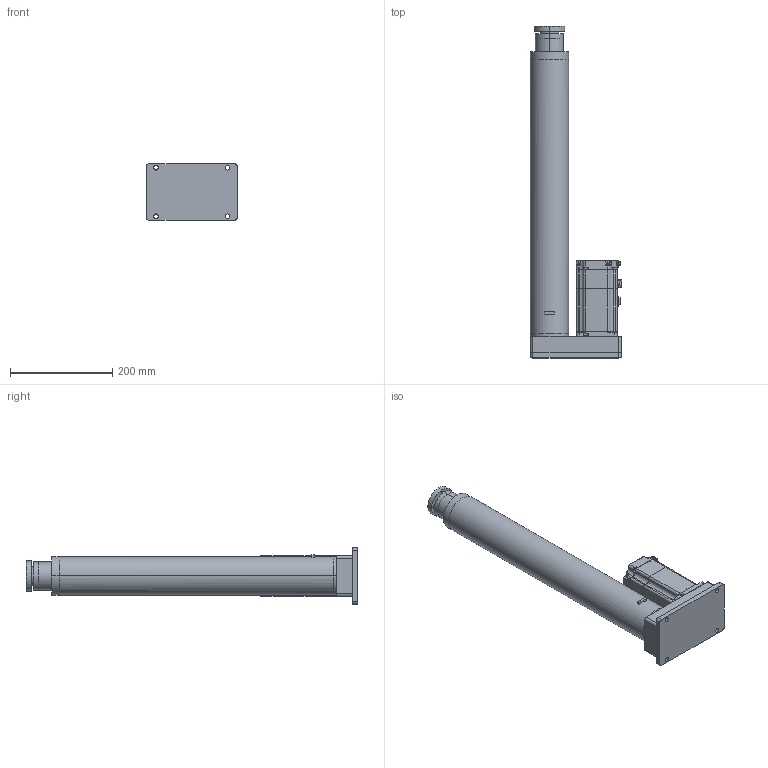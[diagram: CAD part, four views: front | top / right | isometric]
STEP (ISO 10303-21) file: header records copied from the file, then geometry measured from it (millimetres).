
FILE_DESCRIPTION (( 'STEP AP203' ), '1' );
FILE_NAME ('241008-MC-75缸多节缸折叠900行程装配体.STEP', '2024-10-08T02:12:01', ( '微软用户' ), ( '微软中国' ), 'SwSTEP 2.0', 'SolidWorks 2022', '' );
FILE_SCHEMA (( 'CONFIG_CONTROL_DESIGN' ));
Length unit declared in the file: millimetre
Products named in the file (23): 复件 240306-PEH-75多节缸轴承座^241008-MC-75缸多节缸折叠900行程装配体; 复件 240306-PEH-75多节缸第三节缸筒^241008-MC-75缸多节缸折叠900行程装配体; 40#______________1.STEP; ______ ____   C 6x6x25 __M3__________0619.STEP; 80#__________0619.STEP; 复件 240306-PEH-75多节缸第二节缸筒^241008-MC-75缸多节缸折叠900行程装配体; ______ ISO 4762 M3 x 12 --- 12N0619.STEP; 80#________0619.STEP; ____ D00B999YF5-TC 20-30-5-10619.STEP; V7E-M08A-R7530-□2L; 60-80____________-sc-mc6p-ac-goubanchazuo0619.STEP; 241008-MC-75缸多节缸折叠900行程装配体; ______ ISO 4762 M4 x12--202012210619.STEP; SC40______________sc-mc7p-a6-zhichuxianchazuo0619.STEP; 80#________________0619.STEP; 复件 240306-PEH-75多节缸箱体盖板^241008-MC-75缸多节缸折叠900行程装配体; ______ M4X16.STEP; 750w______-____0619.STEP; 80#________-______.STEP; 复件 240306-PEH-75多节缸第一节缸筒^241008-MC-75缸多节缸折叠900行程装配体; V7E-M08A-R7530-□2L.STEP; E08B103AF1.STEP; 80#____  42 1_D08B104B3.STEP
Assembly tree (31 placements, depth 4):
  241008-MC-75缸多节缸折叠900行程装配体
    复件 240306-PEH-75多节缸箱体盖板^241008-MC-75缸多节缸折叠900行程装配体
    复件 240306-PEH-75多节缸轴承座^241008-MC-75缸多节缸折叠900行程装配体
    复件 240306-PEH-75多节缸第二节缸筒^241008-MC-75缸多节缸折叠900行程装配体
    复件 240306-PEH-75多节缸第三节缸筒^241008-MC-75缸多节缸折叠900行程装配体
    复件 240306-PEH-75多节缸第一节缸筒^241008-MC-75缸多节缸折叠900行程装配体
    V7E-M08A-R7530-□2L
      V7E-M08A-R7530-□2L.STEP
        80#________-______.STEP
        750w______-____0619.STEP
        80#________0619.STEP
        E08B103AF1.STEP
        60-80____________-sc-mc6p-ac-goubanchazuo0619.STEP
        ____ D00B999YF5-TC 20-30-5-10619.STEP
        ______ ____   C 6x6x25 __M3__________0619.STEP
        40#______________1.STEP
        80#________________0619.STEP
        80#__________0619.STEP
        SC40______________sc-mc7p-a6-zhichuxianchazuo0619.STEP
        ______ ISO 4762 M4 x12--202012210619.STEP  x4
        80#____  42 1_D08B104B3.STEP
        ______ ISO 4762 M3 x 12 --- 12N0619.STEP  x4
        ______ M4X16.STEP  x4
Bounding box: 179 x 650 x 110 mm (x, y, z)
Volume: 1718841.8 mm3; surface area: 821352.6 mm2
Topology: 40 solids, 40 shells, 4470 faces, 11079 edges, 6683 vertices
Faces by surface type: plane 1972, cylinder 1554, bspline 510, cone 222, torus 143, sphere 69
Entity records: 160345 total; most frequent: CARTESIAN_POINT 59677, ORIENTED_EDGE 20778, DIRECTION 19968, EDGE_CURVE 10389, AXIS2_PLACEMENT_3D 6938, VERTEX_POINT 6386, VECTOR 6092, LINE 6092
